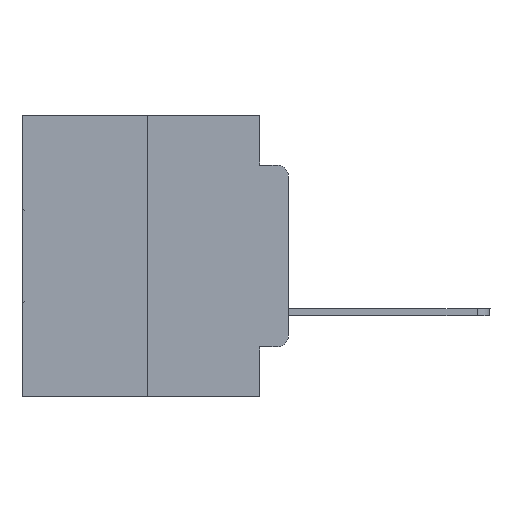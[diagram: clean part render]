
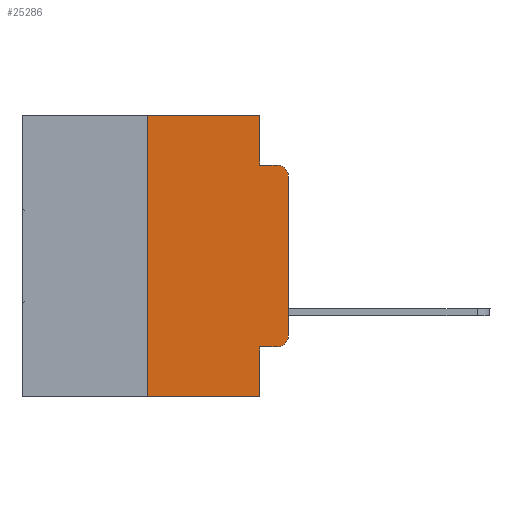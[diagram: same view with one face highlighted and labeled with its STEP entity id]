
A CAD part, left-side view. The second image highlights one B-rep face of the part: STEP entity #25286.
In plain terms, the highlighted planar face has unit normal (-1, 0, 0).
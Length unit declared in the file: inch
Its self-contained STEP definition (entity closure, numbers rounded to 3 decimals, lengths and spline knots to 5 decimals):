
#564 = CARTESIAN_POINT ( 'NONE',  ( 0., 0., -0.1085 ) ) ;
#1040 = VERTEX_POINT ( 'NONE', #564 ) ;
#1411 = VECTOR ( 'NONE', #12375, 39.37008 ) ;
#1526 = CARTESIAN_POINT ( 'NONE',  ( 0., 0.051, -0.4115 ) ) ;
#2177 = LINE ( 'NONE', #21991, #1411 ) ;
#2221 = CARTESIAN_POINT ( 'NONE',  ( 0., 0.25, -0.5 ) ) ;
#3141 = LINE ( 'NONE', #6540, #22530 ) ;
#3159 = CARTESIAN_POINT ( 'NONE',  ( 0., 0.25, 0. ) ) ;
#4150 = DIRECTION ( 'NONE',  ( 0., 0., -1. ) ) ;
#4497 = DIRECTION ( 'NONE',  ( -1., 0., 0. ) ) ;
#4521 = VERTEX_POINT ( 'NONE', #2221 ) ;
#5457 = DIRECTION ( 'NONE',  ( 0., 0., 1. ) ) ;
#5512 = ORIENTED_EDGE ( 'NONE', *, *, #18040, .F. ) ;
#6253 = VECTOR ( 'NONE', #14897, 39.37008 ) ;
#6540 = CARTESIAN_POINT ( 'NONE',  ( 0., 0.051, -0.0885 ) ) ;
#6547 = DIRECTION ( 'NONE',  ( 1., 0., 0. ) ) ;
#6728 = CARTESIAN_POINT ( 'NONE',  ( 0., 0.02, -0.0885 ) ) ;
#7222 = CARTESIAN_POINT ( 'NONE',  ( 0., 0.25, 0. ) ) ;
#7562 = CARTESIAN_POINT ( 'NONE',  ( 0., 0., 0. ) ) ;
#8123 = VERTEX_POINT ( 'NONE', #6728 ) ;
#8216 = VERTEX_POINT ( 'NONE', #21491 ) ;
#8352 = VECTOR ( 'NONE', #5457, 39.37008 ) ;
#8482 = CARTESIAN_POINT ( 'NONE',  ( 0., 0.051, 0. ) ) ;
#9245 = PLANE ( 'NONE',  #9812 ) ;
#9281 = VERTEX_POINT ( 'NONE', #17744 ) ;
#9790 = VERTEX_POINT ( 'NONE', #7222 ) ;
#9812 = AXIS2_PLACEMENT_3D ( 'NONE', #11319, #6547, #4150 ) ;
#11319 = CARTESIAN_POINT ( 'NONE',  ( 0., 0.473, 0. ) ) ;
#11348 = DIRECTION ( 'NONE',  ( -1., 0., 0. ) ) ;
#11845 = EDGE_CURVE ( 'NONE', #9281, #22856, #22672, .T. ) ;
#12059 = LINE ( 'NONE', #8482, #19133 ) ;
#12375 = DIRECTION ( 'NONE',  ( 0., 0., -1. ) ) ;
#12451 = ORIENTED_EDGE ( 'NONE', *, *, #29813, .T. ) ;
#13188 = ORIENTED_EDGE ( 'NONE', *, *, #27365, .T. ) ;
#13287 = VECTOR ( 'NONE', #30259, 39.37008 ) ;
#13334 = ORIENTED_EDGE ( 'NONE', *, *, #15403, .T. ) ;
#13883 = ORIENTED_EDGE ( 'NONE', *, *, #14261, .F. ) ;
#13913 = DIRECTION ( 'NONE',  ( 0., -1., 0. ) ) ;
#14146 = VERTEX_POINT ( 'NONE', #27330 ) ;
#14261 = EDGE_CURVE ( 'NONE', #27299, #8123, #3141, .T. ) ;
#14638 = EDGE_CURVE ( 'NONE', #14146, #27299, #12059, .T. ) ;
#14764 = LINE ( 'NONE', #27850, #13287 ) ;
#14897 = DIRECTION ( 'NONE',  ( 0., 0., 1. ) ) ;
#15121 = EDGE_CURVE ( 'NONE', #9790, #14146, #16125, .T. ) ;
#15195 = ORIENTED_EDGE ( 'NONE', *, *, #15121, .F. ) ;
#15403 = EDGE_CURVE ( 'NONE', #1040, #8123, #20201, .T. ) ;
#15771 = ORIENTED_EDGE ( 'NONE', *, *, #28040, .T. ) ;
#15908 = CARTESIAN_POINT ( 'NONE',  ( 0., 0.02, -0.1085 ) ) ;
#16125 = LINE ( 'NONE', #29377, #24702 ) ;
#16345 = CARTESIAN_POINT ( 'NONE',  ( 0., 0.02, -0.3915 ) ) ;
#17391 = EDGE_LOOP ( 'NONE', ( #12451, #13334, #13883, #29528, #15195, #5512, #13188, #22280, #15771, #20124 ) ) ;
#17744 = CARTESIAN_POINT ( 'NONE',  ( 0., 0.02, -0.4115 ) ) ;
#17899 = DIRECTION ( 'NONE',  ( 0., -1., 0. ) ) ;
#18040 = EDGE_CURVE ( 'NONE', #4521, #9790, #26007, .T. ) ;
#19133 = VECTOR ( 'NONE', #29898, 39.37008 ) ;
#20124 = ORIENTED_EDGE ( 'NONE', *, *, #11845, .T. ) ;
#20194 = AXIS2_PLACEMENT_3D ( 'NONE', #15908, #11348, #21120 ) ;
#20201 = CIRCLE ( 'NONE', #20194, 0.02 ) ;
#20423 = VECTOR ( 'NONE', #17899, 39.37008 ) ;
#21120 = DIRECTION ( 'NONE',  ( 0., 0., -1. ) ) ;
#21121 = AXIS2_PLACEMENT_3D ( 'NONE', #16345, #4497, #25739 ) ;
#21491 = CARTESIAN_POINT ( 'NONE',  ( 0., 0.051, -0.5 ) ) ;
#21991 = CARTESIAN_POINT ( 'NONE',  ( 0., 0.051, 0. ) ) ;
#22280 = ORIENTED_EDGE ( 'NONE', *, *, #22431, .F. ) ;
#22431 = EDGE_CURVE ( 'NONE', #28092, #8216, #2177, .T. ) ;
#22530 = VECTOR ( 'NONE', #13913, 39.37008 ) ;
#22612 = CARTESIAN_POINT ( 'NONE',  ( 0., 0.473, -0.5 ) ) ;
#22672 = CIRCLE ( 'NONE', #21121, 0.02 ) ;
#22856 = VERTEX_POINT ( 'NONE', #30287 ) ;
#24702 = VECTOR ( 'NONE', #27197, 39.37008 ) ;
#25286 = ADVANCED_FACE ( 'NONE', ( #26907 ), #9245, .F. ) ;
#25739 = DIRECTION ( 'NONE',  ( 0., 0., -1. ) ) ;
#25876 = LINE ( 'NONE', #7562, #8352 ) ;
#26007 = LINE ( 'NONE', #3159, #6253 ) ;
#26907 = FACE_OUTER_BOUND ( 'NONE', #17391, .T. ) ;
#27063 = CARTESIAN_POINT ( 'NONE',  ( 0., 0.051, -0.0885 ) ) ;
#27197 = DIRECTION ( 'NONE',  ( 0., -1., 0. ) ) ;
#27299 = VERTEX_POINT ( 'NONE', #27063 ) ;
#27330 = CARTESIAN_POINT ( 'NONE',  ( 0., 0.051, 0. ) ) ;
#27365 = EDGE_CURVE ( 'NONE', #4521, #8216, #30096, .T. ) ;
#27850 = CARTESIAN_POINT ( 'NONE',  ( 0., 0.051, -0.4115 ) ) ;
#28040 = EDGE_CURVE ( 'NONE', #28092, #9281, #14764, .T. ) ;
#28092 = VERTEX_POINT ( 'NONE', #1526 ) ;
#29377 = CARTESIAN_POINT ( 'NONE',  ( 0., 0.473, 0. ) ) ;
#29528 = ORIENTED_EDGE ( 'NONE', *, *, #14638, .F. ) ;
#29813 = EDGE_CURVE ( 'NONE', #22856, #1040, #25876, .T. ) ;
#29898 = DIRECTION ( 'NONE',  ( 0., 0., -1. ) ) ;
#30096 = LINE ( 'NONE', #22612, #20423 ) ;
#30259 = DIRECTION ( 'NONE',  ( 0., -1., 0. ) ) ;
#30287 = CARTESIAN_POINT ( 'NONE',  ( 0., 0., -0.3915 ) ) ;
